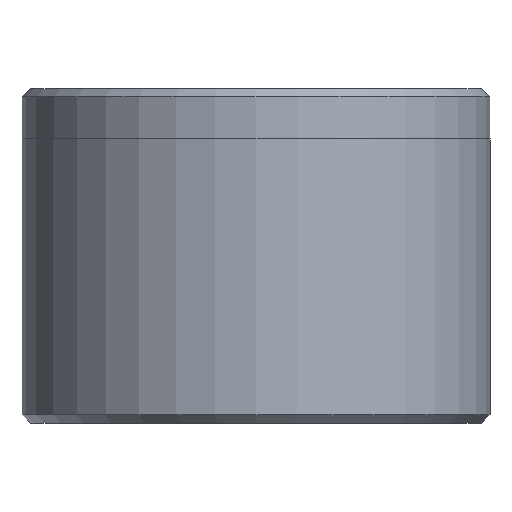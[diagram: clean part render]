
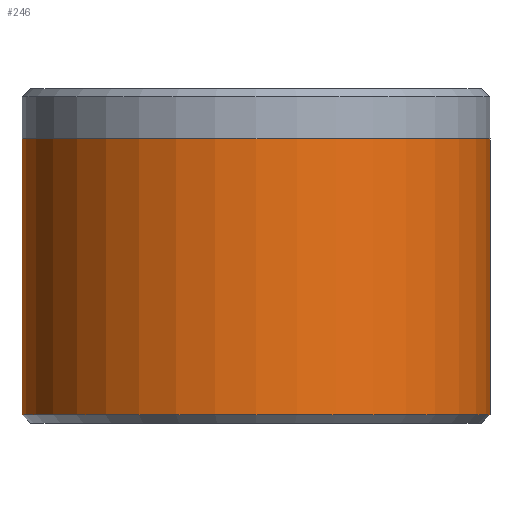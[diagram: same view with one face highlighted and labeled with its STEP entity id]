
A CAD part, front view. The second image highlights one B-rep face of the part: STEP entity #246.
In plain terms, the highlighted cylindrical face has radius 14 mm (diameter 28 mm), a partial arc.
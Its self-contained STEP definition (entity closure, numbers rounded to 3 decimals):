
#88 = CIRCLE ( 'NONE', #1335, 14. ) ;
#89 = DIRECTION ( 'NONE',  ( 0., 0., -1. ) ) ;
#208 = ORIENTED_EDGE ( 'NONE', *, *, #1249, .F. ) ;
#228 = LINE ( 'NONE', #1327, #1008 ) ;
#236 = CARTESIAN_POINT ( 'NONE',  ( -14., 0., 0.5 ) ) ;
#246 = ADVANCED_FACE ( 'NONE', ( #916 ), #1621, .T. ) ;
#254 = AXIS2_PLACEMENT_3D ( 'NONE', #1176, #1169, #711 ) ;
#268 = EDGE_CURVE ( 'NONE', #676, #1106, #1285, .T. ) ;
#281 = VERTEX_POINT ( 'NONE', #1626 ) ;
#316 = CARTESIAN_POINT ( 'NONE',  ( 0., 0., 17. ) ) ;
#362 = AXIS2_PLACEMENT_3D ( 'NONE', #638, #648, #788 ) ;
#437 = LINE ( 'NONE', #1831, #1966 ) ;
#475 = DIRECTION ( 'NONE',  ( 1., 0., 0. ) ) ;
#638 = CARTESIAN_POINT ( 'NONE',  ( 0., 0., 20. ) ) ;
#648 = DIRECTION ( 'NONE',  ( 0., 0., -1. ) ) ;
#660 = ORIENTED_EDGE ( 'NONE', *, *, #717, .T. ) ;
#676 = VERTEX_POINT ( 'NONE', #236 ) ;
#711 = DIRECTION ( 'NONE',  ( 1., 0., 0. ) ) ;
#715 = VERTEX_POINT ( 'NONE', #870 ) ;
#717 = EDGE_CURVE ( 'NONE', #281, #676, #228, .T. ) ;
#771 = DIRECTION ( 'NONE',  ( 0., 0., -1. ) ) ;
#783 = CARTESIAN_POINT ( 'NONE',  ( 14., 0., 0.5 ) ) ;
#788 = DIRECTION ( 'NONE',  ( -1., 0., 0. ) ) ;
#870 = CARTESIAN_POINT ( 'NONE',  ( 14., 0., 17. ) ) ;
#916 = FACE_OUTER_BOUND ( 'NONE', #1486, .T. ) ;
#1008 = VECTOR ( 'NONE', #89, 1000. ) ;
#1106 = VERTEX_POINT ( 'NONE', #783 ) ;
#1169 = DIRECTION ( 'NONE',  ( 0., 0., 1. ) ) ;
#1176 = CARTESIAN_POINT ( 'NONE',  ( 0., 0., 0.5 ) ) ;
#1181 = ORIENTED_EDGE ( 'NONE', *, *, #1846, .F. ) ;
#1249 = EDGE_CURVE ( 'NONE', #715, #1106, #437, .T. ) ;
#1285 = CIRCLE ( 'NONE', #254, 14. ) ;
#1327 = CARTESIAN_POINT ( 'NONE',  ( -14., 0., 20. ) ) ;
#1335 = AXIS2_PLACEMENT_3D ( 'NONE', #316, #1391, #475 ) ;
#1391 = DIRECTION ( 'NONE',  ( 0., 0., 1. ) ) ;
#1465 = ORIENTED_EDGE ( 'NONE', *, *, #268, .T. ) ;
#1486 = EDGE_LOOP ( 'NONE', ( #208, #1181, #660, #1465 ) ) ;
#1621 = CYLINDRICAL_SURFACE ( 'NONE', #362, 14. ) ;
#1626 = CARTESIAN_POINT ( 'NONE',  ( -14., 0., 17. ) ) ;
#1831 = CARTESIAN_POINT ( 'NONE',  ( 14., 0., 20. ) ) ;
#1846 = EDGE_CURVE ( 'NONE', #281, #715, #88, .T. ) ;
#1966 = VECTOR ( 'NONE', #771, 1000. ) ;
